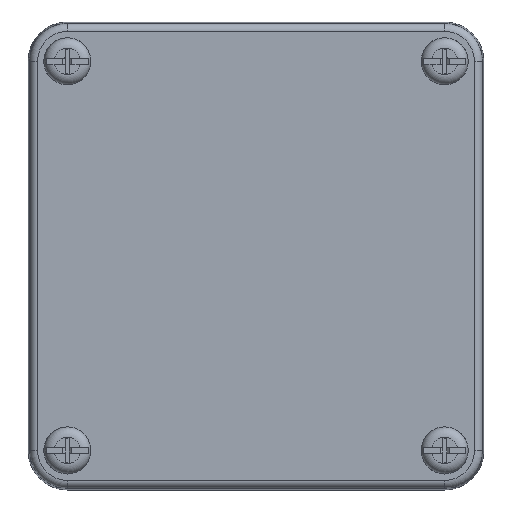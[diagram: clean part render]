
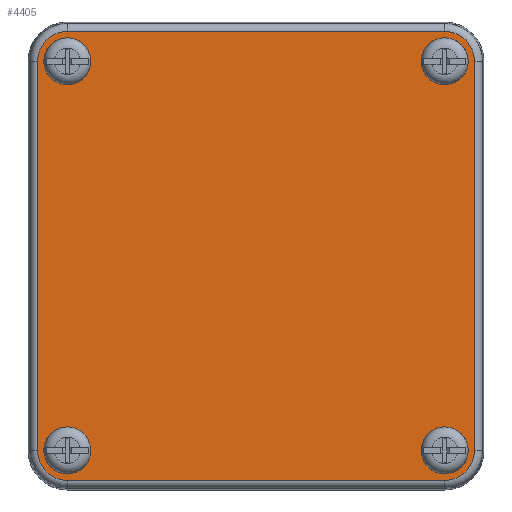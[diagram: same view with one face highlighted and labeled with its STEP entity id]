
A CAD part, top view. The second image highlights one B-rep face of the part: STEP entity #4405.
In plain terms, the highlighted face is planar.
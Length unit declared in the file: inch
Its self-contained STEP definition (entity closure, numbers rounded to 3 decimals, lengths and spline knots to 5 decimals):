
#342=LINE($,#8150,#626);
#344=LINE($,#8170,#628);
#347=LINE($,#8177,#631);
#349=LINE($,#8192,#633);
#626=VECTOR($,#5999,3.0001);
#628=VECTOR($,#6023,3.0964);
#631=VECTOR($,#6030,3.0964);
#633=VECTOR($,#6050,3.0001);
#920=FACE_BOUND($,#1422,.T.);
#921=FACE_BOUND($,#1423,.T.);
#922=FACE_BOUND($,#1424,.T.);
#923=FACE_BOUND($,#1425,.T.);
#1116=FACE_OUTER_BOUND($,#1421,.T.);
#1421=EDGE_LOOP($,(#3678,#3679,#3680,#3681,#3682,#3683,#3684,#3685));
#1422=EDGE_LOOP($,(#3686));
#1423=EDGE_LOOP($,(#3687));
#1424=EDGE_LOOP($,(#3688));
#1425=EDGE_LOOP($,(#3689));
#1671=CIRCLE($,#4843,0.1875);
#1673=CIRCLE($,#4847,0.1875);
#1675=CIRCLE($,#4851,0.1875);
#1677=CIRCLE($,#4855,0.1875);
#1681=CIRCLE($,#4862,0.23684);
#1685=CIRCLE($,#4867,0.23684);
#1689=CIRCLE($,#4874,0.23684);
#1693=CIRCLE($,#4879,0.23684);
#2059=VERTEX_POINT($,#8124);
#2061=VERTEX_POINT($,#8130);
#2063=VERTEX_POINT($,#8136);
#2065=VERTEX_POINT($,#8142);
#2067=VERTEX_POINT($,#8147);
#2068=VERTEX_POINT($,#8149);
#2071=VERTEX_POINT($,#8156);
#2072=VERTEX_POINT($,#8161);
#2075=VERTEX_POINT($,#8168);
#2076=VERTEX_POINT($,#8173);
#2079=VERTEX_POINT($,#8180);
#2080=VERTEX_POINT($,#8185);
#2611=EDGE_CURVE($,#2059,#2059,#1671,.T.);
#2613=EDGE_CURVE($,#2061,#2061,#1673,.T.);
#2615=EDGE_CURVE($,#2063,#2063,#1675,.T.);
#2617=EDGE_CURVE($,#2065,#2065,#1677,.T.);
#2619=EDGE_CURVE($,#2067,#2068,#342,.T.);
#2623=EDGE_CURVE($,#2071,#2067,#1681,.T.);
#2627=EDGE_CURVE($,#2068,#2072,#1685,.T.);
#2629=EDGE_CURVE($,#2075,#2071,#344,.T.);
#2633=EDGE_CURVE($,#2072,#2076,#347,.T.);
#2635=EDGE_CURVE($,#2079,#2075,#1689,.T.);
#2639=EDGE_CURVE($,#2076,#2080,#1693,.T.);
#2641=EDGE_CURVE($,#2080,#2079,#349,.T.);
#3678=ORIENTED_EDGE($,*,*,#2619,.F.);
#3679=ORIENTED_EDGE($,*,*,#2623,.F.);
#3680=ORIENTED_EDGE($,*,*,#2629,.F.);
#3681=ORIENTED_EDGE($,*,*,#2635,.F.);
#3682=ORIENTED_EDGE($,*,*,#2641,.F.);
#3683=ORIENTED_EDGE($,*,*,#2639,.F.);
#3684=ORIENTED_EDGE($,*,*,#2633,.F.);
#3685=ORIENTED_EDGE($,*,*,#2627,.F.);
#3686=ORIENTED_EDGE($,*,*,#2611,.T.);
#3687=ORIENTED_EDGE($,*,*,#2613,.T.);
#3688=ORIENTED_EDGE($,*,*,#2615,.T.);
#3689=ORIENTED_EDGE($,*,*,#2617,.T.);
#4199=PLANE($,#4887);
#4405=ADVANCED_FACE($,(#1116,#920,#921,#922,#923),#4199,.T.);
#4843=AXIS2_PLACEMENT_3D($,#8125,#5967,#5968);
#4847=AXIS2_PLACEMENT_3D($,#8131,#5975,#5976);
#4851=AXIS2_PLACEMENT_3D($,#8137,#5983,#5984);
#4855=AXIS2_PLACEMENT_3D($,#8143,#5991,#5992);
#4862=AXIS2_PLACEMENT_3D($,#8158,#6007,#6008);
#4867=AXIS2_PLACEMENT_3D($,#8165,#6017,#6018);
#4874=AXIS2_PLACEMENT_3D($,#8182,#6035,#6036);
#4879=AXIS2_PLACEMENT_3D($,#8189,#6045,#6046);
#4887=AXIS2_PLACEMENT_3D($,#8211,#6070,#6071);
#5967=DIRECTION('center_axis',(0.,-1.,0.));
#5968=DIRECTION('ref_axis',(-1.,0.,0.));
#5975=DIRECTION('center_axis',(0.,-1.,0.));
#5976=DIRECTION('ref_axis',(-1.,0.,0.));
#5983=DIRECTION('center_axis',(0.,-1.,0.));
#5984=DIRECTION('ref_axis',(-1.,0.,0.));
#5991=DIRECTION('center_axis',(0.,-1.,0.));
#5992=DIRECTION('ref_axis',(-1.,0.,0.));
#5999=DIRECTION($,(-1.,0.,0.));
#6007=DIRECTION('center_axis',(0.,-1.,0.));
#6008=DIRECTION('ref_axis',(0.707,0.,0.707));
#6017=DIRECTION('center_axis',(0.,-1.,0.));
#6018=DIRECTION('ref_axis',(-0.707,0.,0.707));
#6023=DIRECTION($,(0.,0.,1.));
#6030=DIRECTION($,(0.,0.,-1.));
#6035=DIRECTION('center_axis',(0.,-1.,0.));
#6036=DIRECTION('ref_axis',(0.707,0.,-0.707));
#6045=DIRECTION('center_axis',(0.,-1.,0.));
#6046=DIRECTION('ref_axis',(-0.707,0.,-0.707));
#6050=DIRECTION($,(1.,0.,0.));
#6070=DIRECTION('center_axis',(0.,1.,0.));
#6071=DIRECTION('ref_axis',(0.,0.,1.));
#8124=CARTESIAN_POINT('',(-1.3125,0.,1.547));
#8125=CARTESIAN_POINT('Origin',(-1.5,0.,1.547));
#8130=CARTESIAN_POINT('',(1.6875,0.,1.547));
#8131=CARTESIAN_POINT('Origin',(1.5,0.,1.547));
#8136=CARTESIAN_POINT('',(1.6875,0.,-1.547));
#8137=CARTESIAN_POINT('Origin',(1.5,0.,-1.547));
#8142=CARTESIAN_POINT('',(-1.3125,0.,-1.547));
#8143=CARTESIAN_POINT('Origin',(-1.5,0.,-1.547));
#8147=CARTESIAN_POINT('',(1.50005,0.,1.78504));
#8149=CARTESIAN_POINT('',(-1.50005,0.,1.78504));
#8150=CARTESIAN_POINT($,(1.50005,0.,1.78504));
#8156=CARTESIAN_POINT('',(1.73689,0.,1.5482));
#8158=CARTESIAN_POINT('Origin',(1.50005,0.,1.5482));
#8161=CARTESIAN_POINT('',(-1.73689,0.,1.5482));
#8165=CARTESIAN_POINT('Origin',(-1.50005,0.,1.5482));
#8168=CARTESIAN_POINT('',(1.73689,0.,-1.5482));
#8170=CARTESIAN_POINT($,(1.73689,0.,-1.5482));
#8173=CARTESIAN_POINT('',(-1.73689,0.,-1.5482));
#8177=CARTESIAN_POINT($,(-1.73689,0.,1.5482));
#8180=CARTESIAN_POINT('',(1.50005,0.,-1.78504));
#8182=CARTESIAN_POINT('Origin',(1.50005,0.,-1.5482));
#8185=CARTESIAN_POINT('',(-1.50005,0.,-1.78504));
#8189=CARTESIAN_POINT('Origin',(-1.50005,0.,-1.5482));
#8192=CARTESIAN_POINT($,(-1.50005,0.,-1.78504));
#8211=CARTESIAN_POINT('Origin',(0.,0.,0.));
